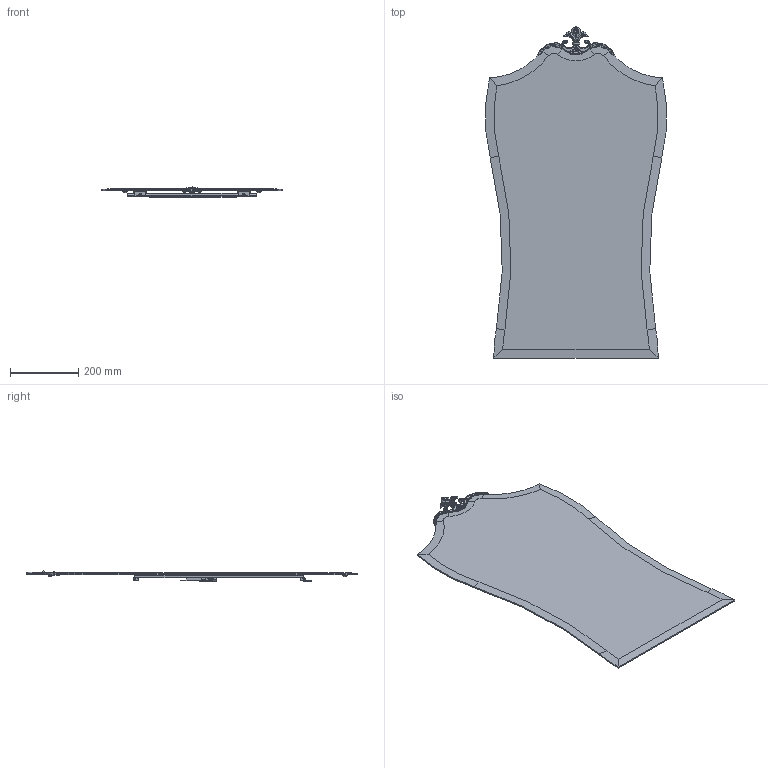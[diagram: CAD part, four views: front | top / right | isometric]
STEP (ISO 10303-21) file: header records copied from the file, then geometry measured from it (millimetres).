
FILE_DESCRIPTION((''),'2;1');
FILE_NAME('0741_WEB','2010-11-29T',('project'),(''),'PRO/ENGINEER BY PARAMETRIC TECHNOLOGY CORPORATION, 2009300','PRO/ENGINEER BY PARAMETRIC TECHNOLOGY CORPORATION, 2009300','');
FILE_SCHEMA(('CONFIG_CONTROL_DESIGN'));
Products named in the file (1): 0741_WEB
Bounding box: 530.99 x 975.36 x 29.62 mm (x, y, z)
Volume: 2551157 mm3; surface area: 961804.1 mm2
Topology: 5 solids, 26 shells, 1041 faces, 3400 edges, 2369 vertices
Faces by surface type: bspline 294, plane 281, cylinder 270, cone 92, torus 61, sphere 28, extrusion 15
Entity records: 93963 total; most frequent: CARTESIAN_POINT 67652, ORIENTED_EDGE 6664, DIRECTION 3816, EDGE_CURVE 3389, VERTEX_POINT 2369, B_SPLINE_CURVE_WITH_KNOTS 1789, AXIS2_PLACEMENT_3D 1453, EDGE_LOOP 1084
